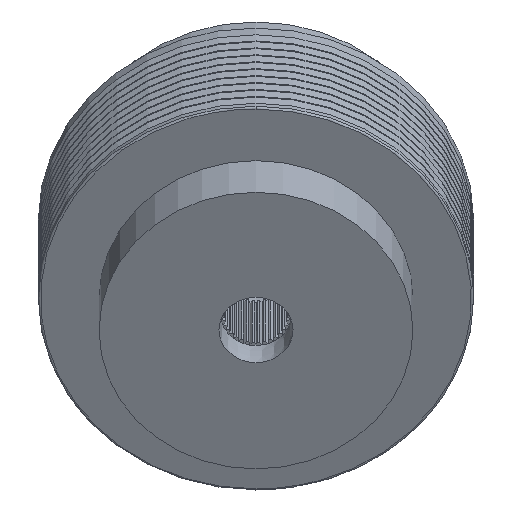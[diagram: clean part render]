
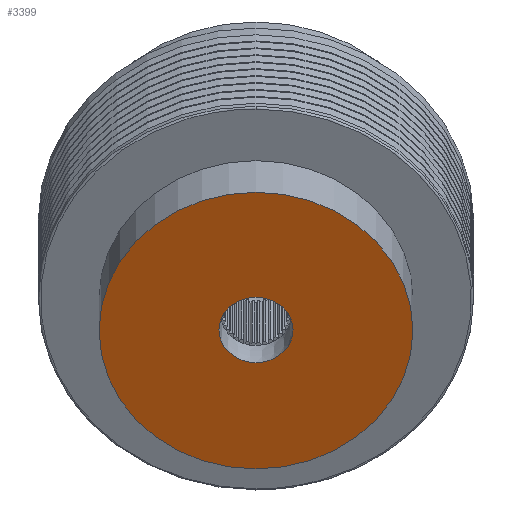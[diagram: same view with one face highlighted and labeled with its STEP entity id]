
A CAD part, left-side view. The second image highlights one B-rep face of the part: STEP entity #3399.
In plain terms, the highlighted planar face has unit normal (-0.881, 0, -0.473).
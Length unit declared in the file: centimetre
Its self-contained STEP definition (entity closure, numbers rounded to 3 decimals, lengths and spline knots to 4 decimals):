
#660=PLANE('',#3761);
#744=FACE_BOUND('',#1215,.T.);
#946=FACE_OUTER_BOUND('',#1214,.T.);
#1214=EDGE_LOOP('',(#3057));
#1215=EDGE_LOOP('',(#3058));
#1415=CIRCLE('',#3760,0.8849);
#1416=CIRCLE('',#3762,3.75);
#1742=VERTEX_POINT('',#5919);
#1743=VERTEX_POINT('',#5922);
#2191=EDGE_CURVE('',#1742,#1742,#1415,.T.);
#2192=EDGE_CURVE('',#1743,#1743,#1416,.T.);
#3057=ORIENTED_EDGE('',*,*,#2192,.T.);
#3058=ORIENTED_EDGE('',*,*,#2191,.T.);
#3399=ADVANCED_FACE('',(#946,#744),#660,.F.);
#3760=AXIS2_PLACEMENT_3D('',#5920,#4748,#4749);
#3761=AXIS2_PLACEMENT_3D('',#5921,#4750,#4751);
#3762=AXIS2_PLACEMENT_3D('',#5923,#4752,#4753);
#4748=DIRECTION('center_axis',(0.881,0.,0.473));
#4749=DIRECTION('ref_axis',(-0.473,0.,0.881));
#4750=DIRECTION('center_axis',(0.881,0.,0.473));
#4751=DIRECTION('ref_axis',(0.473,0.,-0.881));
#4752=DIRECTION('center_axis',(-0.881,0.,-0.473));
#4753=DIRECTION('ref_axis',(0.473,0.,-0.881));
#5919=CARTESIAN_POINT('',(48.9579,-27.9977,65.8576));
#5920=CARTESIAN_POINT('Origin',(48.5396,-27.9977,66.6374));
#5921=CARTESIAN_POINT('Origin',(48.5477,-27.9977,66.6224));
#5922=CARTESIAN_POINT('',(46.7753,-27.9977,69.9271));
#5923=CARTESIAN_POINT('Origin',(48.5477,-27.9977,66.6224));
